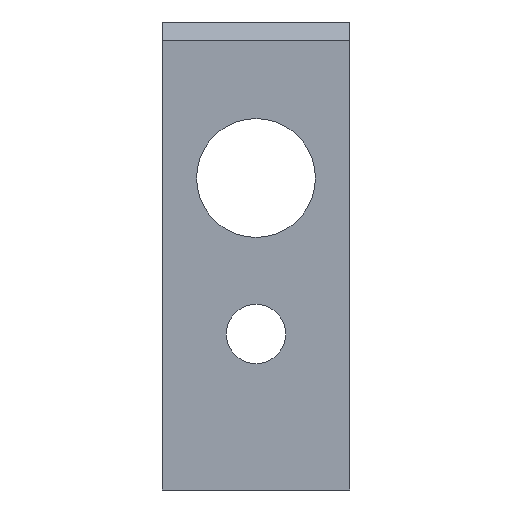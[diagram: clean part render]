
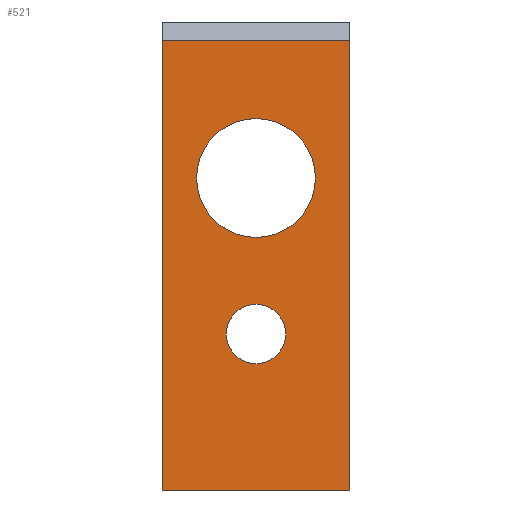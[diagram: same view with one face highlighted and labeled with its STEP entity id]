
A CAD part, front view. The second image highlights one B-rep face of the part: STEP entity #521.
In plain terms, the highlighted planar face has unit normal (0, -1, 0).
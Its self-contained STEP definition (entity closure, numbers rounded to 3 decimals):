
#21=FACE_BOUND('',#87,.T.);
#22=FACE_BOUND('',#88,.T.);
#55=FACE_OUTER_BOUND('',#86,.T.);
#86=EDGE_LOOP('',(#473,#474,#475,#476));
#87=EDGE_LOOP('',(#477));
#88=EDGE_LOOP('',(#478));
#106=CIRCLE('',#580,3.175);
#109=CIRCLE('',#584,6.35);
#134=LINE('',#806,#185);
#141=LINE('',#824,#192);
#157=LINE('',#876,#208);
#159=LINE('',#879,#210);
#185=VECTOR('',#653,10.);
#192=VECTOR('',#668,10.);
#208=VECTOR('',#726,10.);
#210=VECTOR('',#730,10.);
#234=VERTEX_POINT('',#799);
#237=VERTEX_POINT('',#804);
#244=VERTEX_POINT('',#823);
#255=VERTEX_POINT('',#863);
#258=VERTEX_POINT('',#871);
#259=VERTEX_POINT('',#875);
#293=EDGE_CURVE('',#237,#234,#134,.T.);
#302=EDGE_CURVE('',#234,#244,#141,.T.);
#324=EDGE_CURVE('',#255,#255,#106,.T.);
#328=EDGE_CURVE('',#258,#258,#109,.T.);
#329=EDGE_CURVE('',#244,#259,#157,.T.);
#331=EDGE_CURVE('',#259,#237,#159,.T.);
#473=ORIENTED_EDGE('',*,*,#293,.F.);
#474=ORIENTED_EDGE('',*,*,#331,.F.);
#475=ORIENTED_EDGE('',*,*,#329,.F.);
#476=ORIENTED_EDGE('',*,*,#302,.F.);
#477=ORIENTED_EDGE('',*,*,#324,.T.);
#478=ORIENTED_EDGE('',*,*,#328,.T.);
#496=PLANE('',#588);
#521=ADVANCED_FACE('',(#55,#21,#22),#496,.F.);
#580=AXIS2_PLACEMENT_3D('',#865,#713,#714);
#584=AXIS2_PLACEMENT_3D('',#873,#722,#723);
#588=AXIS2_PLACEMENT_3D('',#882,#734,#735);
#653=DIRECTION('',(1.,0.,0.));
#668=DIRECTION('',(0.,0.,-1.));
#713=DIRECTION('center_axis',(0.,1.,0.));
#714=DIRECTION('ref_axis',(1.,0.,0.));
#722=DIRECTION('center_axis',(0.,1.,0.));
#723=DIRECTION('ref_axis',(1.,0.,0.));
#726=DIRECTION('',(-1.,0.,0.));
#730=DIRECTION('',(0.,0.,1.));
#734=DIRECTION('center_axis',(0.,1.,0.));
#735=DIRECTION('ref_axis',(0.,0.,1.));
#799=CARTESIAN_POINT('',(6.646,0.,29.118));
#804=CARTESIAN_POINT('',(-13.354,0.,29.118));
#806=CARTESIAN_POINT('',(-8.354,0.,29.118));
#823=CARTESIAN_POINT('',(6.646,0.,-18.882));
#824=CARTESIAN_POINT('',(6.646,0.,31.118));
#863=CARTESIAN_POINT('',(-6.529,0.,-2.215));
#865=CARTESIAN_POINT('Origin',(-3.354,0.,-2.215));
#871=CARTESIAN_POINT('',(-9.704,0.,14.451));
#873=CARTESIAN_POINT('Origin',(-3.354,0.,14.451));
#875=CARTESIAN_POINT('',(-13.354,0.,-18.882));
#876=CARTESIAN_POINT('',(6.646,0.,-18.882));
#879=CARTESIAN_POINT('',(-13.354,0.,-18.882));
#882=CARTESIAN_POINT('Origin',(-3.354,0.,6.118));
